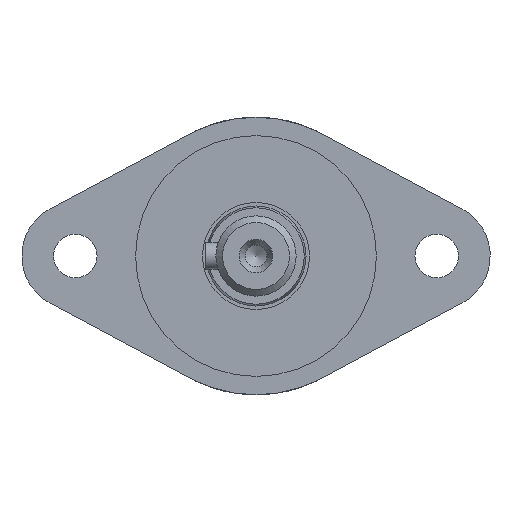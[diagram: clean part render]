
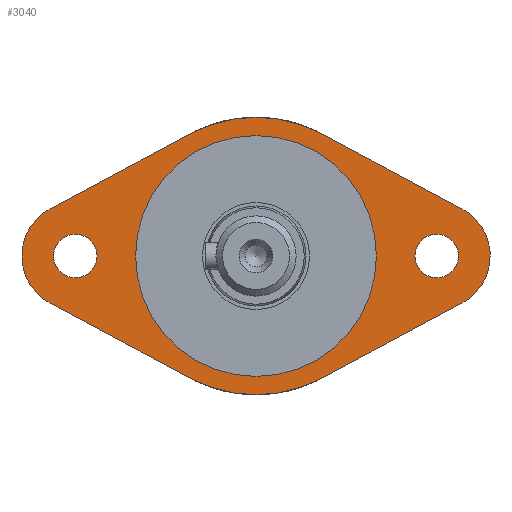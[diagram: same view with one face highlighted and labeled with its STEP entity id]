
A CAD part, left-side view. The second image highlights one B-rep face of the part: STEP entity #3040.
In plain terms, the highlighted planar face has unit normal (-1, 0, 0).
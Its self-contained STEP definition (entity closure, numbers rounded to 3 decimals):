
#160=LINE('',#4707,#424);
#161=LINE('',#4710,#425);
#162=LINE('',#4712,#426);
#163=LINE('',#4715,#427);
#424=VECTOR('',#3806,10.);
#425=VECTOR('',#3809,10.);
#426=VECTOR('',#3810,10.);
#427=VECTOR('',#3813,10.);
#816=FACE_BOUND('',#1071,.T.);
#817=FACE_BOUND('',#1072,.T.);
#818=FACE_BOUND('',#1073,.T.);
#896=FACE_OUTER_BOUND('',#1070,.T.);
#1070=EDGE_LOOP('',(#2342,#2343,#2344,#2345,#2346,#2347,#2348,#2349));
#1071=EDGE_LOOP('',(#2350));
#1072=EDGE_LOOP('',(#2351));
#1073=EDGE_LOOP('',(#2352,#2353));
#1262=CIRCLE('',#3306,20.75);
#1264=CIRCLE('',#3308,20.75);
#1267=CIRCLE('',#3312,8.);
#1268=CIRCLE('',#3313,8.);
#1269=CIRCLE('',#3314,3.25);
#1270=CIRCLE('',#3315,3.25);
#1271=CIRCLE('',#3316,18.);
#1272=CIRCLE('',#3317,18.);
#1415=VERTEX_POINT('',#4689);
#1416=VERTEX_POINT('',#4691);
#1419=VERTEX_POINT('',#4697);
#1420=VERTEX_POINT('',#4699);
#1422=VERTEX_POINT('',#4706);
#1423=VERTEX_POINT('',#4708);
#1424=VERTEX_POINT('',#4711);
#1425=VERTEX_POINT('',#4713);
#1426=VERTEX_POINT('',#4716);
#1427=VERTEX_POINT('',#4718);
#1428=VERTEX_POINT('',#4720);
#1429=VERTEX_POINT('',#4721);
#1753=EDGE_CURVE('',#1415,#1416,#1262,.T.);
#1757=EDGE_CURVE('',#1419,#1420,#1264,.T.);
#1761=EDGE_CURVE('',#1422,#1415,#160,.T.);
#1762=EDGE_CURVE('',#1423,#1422,#1267,.T.);
#1763=EDGE_CURVE('',#1420,#1423,#161,.T.);
#1764=EDGE_CURVE('',#1419,#1424,#162,.T.);
#1765=EDGE_CURVE('',#1424,#1425,#1268,.T.);
#1766=EDGE_CURVE('',#1425,#1416,#163,.T.);
#1767=EDGE_CURVE('',#1426,#1426,#1269,.T.);
#1768=EDGE_CURVE('',#1427,#1427,#1270,.T.);
#1769=EDGE_CURVE('',#1428,#1429,#1271,.T.);
#1770=EDGE_CURVE('',#1429,#1428,#1272,.T.);
#2342=ORIENTED_EDGE('',*,*,#1753,.F.);
#2343=ORIENTED_EDGE('',*,*,#1761,.F.);
#2344=ORIENTED_EDGE('',*,*,#1762,.F.);
#2345=ORIENTED_EDGE('',*,*,#1763,.F.);
#2346=ORIENTED_EDGE('',*,*,#1757,.F.);
#2347=ORIENTED_EDGE('',*,*,#1764,.T.);
#2348=ORIENTED_EDGE('',*,*,#1765,.T.);
#2349=ORIENTED_EDGE('',*,*,#1766,.T.);
#2350=ORIENTED_EDGE('',*,*,#1767,.T.);
#2351=ORIENTED_EDGE('',*,*,#1768,.T.);
#2352=ORIENTED_EDGE('',*,*,#1769,.T.);
#2353=ORIENTED_EDGE('',*,*,#1770,.T.);
#2899=PLANE('',#3311);
#3040=ADVANCED_FACE('',(#896,#816,#817,#818),#2899,.T.);
#3306=AXIS2_PLACEMENT_3D('',#4692,#3791,#3792);
#3308=AXIS2_PLACEMENT_3D('',#4700,#3797,#3798);
#3311=AXIS2_PLACEMENT_3D('',#4705,#3804,#3805);
#3312=AXIS2_PLACEMENT_3D('',#4709,#3807,#3808);
#3313=AXIS2_PLACEMENT_3D('',#4714,#3811,#3812);
#3314=AXIS2_PLACEMENT_3D('',#4717,#3814,#3815);
#3315=AXIS2_PLACEMENT_3D('',#4719,#3816,#3817);
#3316=AXIS2_PLACEMENT_3D('',#4722,#3818,#3819);
#3317=AXIS2_PLACEMENT_3D('',#4723,#3820,#3821);
#3791=DIRECTION('center_axis',(1.,0.,0.));
#3792=DIRECTION('ref_axis',(0.,-1.,0.));
#3797=DIRECTION('center_axis',(1.,0.,0.));
#3798=DIRECTION('ref_axis',(0.,-1.,0.));
#3804=DIRECTION('center_axis',(-1.,0.,0.));
#3805=DIRECTION('ref_axis',(0.,0.,-1.));
#3806=DIRECTION('',(0.,-0.881,0.472));
#3807=DIRECTION('center_axis',(1.,0.,0.));
#3808=DIRECTION('ref_axis',(0.,-0.472,-0.881));
#3809=DIRECTION('',(0.,0.881,0.472));
#3810=DIRECTION('',(0.,-0.881,0.472));
#3811=DIRECTION('center_axis',(-1.,0.,0.));
#3812=DIRECTION('ref_axis',(0.,-0.472,-0.881));
#3813=DIRECTION('',(0.,0.881,0.472));
#3814=DIRECTION('center_axis',(1.,0.,0.));
#3815=DIRECTION('ref_axis',(0.,0.,
1.));
#3816=DIRECTION('center_axis',(1.,0.,0.));
#3817=DIRECTION('ref_axis',(0.,0.,
1.));
#3818=DIRECTION('center_axis',(1.,0.,0.));
#3819=DIRECTION('ref_axis',(0.,-1.,0.));
#3820=DIRECTION('center_axis',(1.,0.,0.));
#3821=DIRECTION('ref_axis',(0.,-1.,0.));
#4689=CARTESIAN_POINT('',(-117.2,9.799,18.291));
#4691=CARTESIAN_POINT('',(-117.2,-9.799,18.291));
#4692=CARTESIAN_POINT('Origin',(-117.2,0.,0.));
#4697=CARTESIAN_POINT('',(-117.2,-9.799,-18.291));
#4699=CARTESIAN_POINT('',(-117.2,9.799,-18.291));
#4700=CARTESIAN_POINT('Origin',(-117.2,0.,0.));
#4705=CARTESIAN_POINT('Origin',(-117.2,-19.375,0.));
#4706=CARTESIAN_POINT('',(-117.2,30.778,7.052));
#4707=CARTESIAN_POINT('',(-117.2,30.778,7.052));
#4708=CARTESIAN_POINT('',(-117.2,30.778,-7.052));
#4709=CARTESIAN_POINT('Origin',(-117.2,27.,0.));
#4710=CARTESIAN_POINT('',(-117.2,9.799,-18.291));
#4711=CARTESIAN_POINT('',(-117.2,-30.778,-7.052));
#4712=CARTESIAN_POINT('',(-117.2,-9.799,-18.291));
#4713=CARTESIAN_POINT('',(-117.2,-30.778,7.052));
#4714=CARTESIAN_POINT('Origin',(-117.2,-27.,0.));
#4715=CARTESIAN_POINT('',(-117.2,-30.778,7.052));
#4716=CARTESIAN_POINT('',(-117.2,-27.,-3.25));
#4717=CARTESIAN_POINT('Origin',(-117.2,-27.,0.));
#4718=CARTESIAN_POINT('',(-117.2,27.,-3.25));
#4719=CARTESIAN_POINT('Origin',(-117.2,27.,0.));
#4720=CARTESIAN_POINT('',(-117.2,-18.,0.));
#4721=CARTESIAN_POINT('',(-117.2,18.,0.));
#4722=CARTESIAN_POINT('Origin',(-117.2,0.,
0.));
#4723=CARTESIAN_POINT('Origin',(-117.2,0.,
0.));
